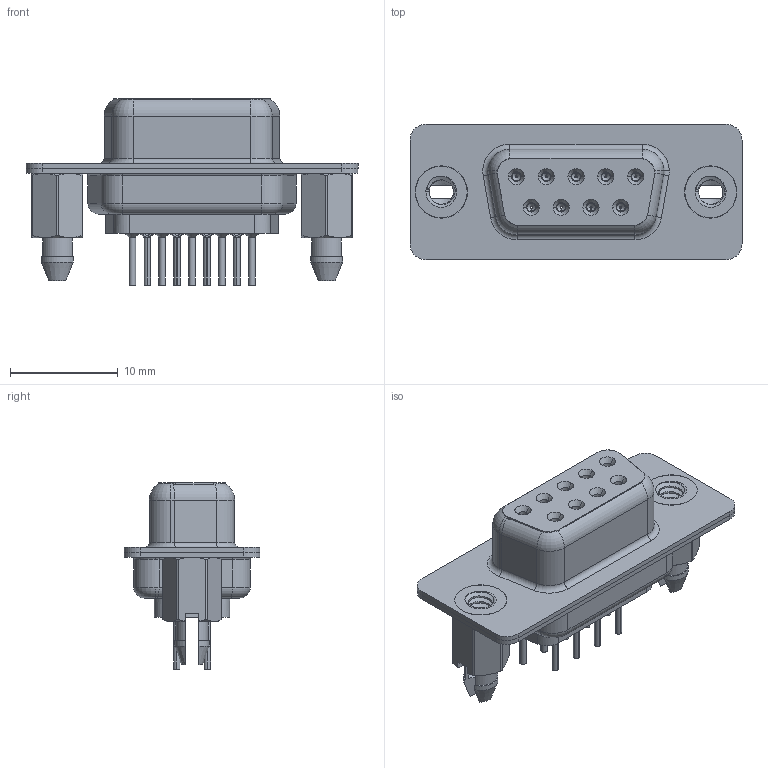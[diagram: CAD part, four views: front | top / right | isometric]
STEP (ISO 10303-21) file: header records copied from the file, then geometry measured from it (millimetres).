
FILE_DESCRIPTION (( 'STEP AP203' ), '1' );
FILE_NAME ('628-009-620-246.STEP', '2020-07-13T21:40:03', ( '' ), ( '' ), 'SwSTEP 2.0', 'SolidWorks 2020', '' );
FILE_SCHEMA (( 'CONFIG_CONTROL_DESIGN' ));
Length unit declared in the file: millimetre
Products named in the file (7): 628 Housing_09 LP; 628 Contact Row 2_20L; 628 Contact Row 1_20L; 628-009-620-246; 628 Shell Rear_09 Contacts; 628 Shell Front_09 Contacts; 628 4-40 Threaded Boardlock_LP
Assembly tree (14 placements, depth 2):
  628-009-620-246
    628 Housing_09 LP
    628 Shell Front_09 Contacts
    628 Shell Rear_09 Contacts
    628 Contact Row 1_20L  x5
    628 Contact Row 2_20L  x4
    628 4-40 Threaded Boardlock_LP  x2
Bounding box: 30.8 x 12.6 x 17.3 mm (x, y, z)
Volume: 1873.4 mm3; surface area: 4799.1 mm2
Topology: 14 solids, 14 shells, 1496 faces, 3833 edges, 2392 vertices
Faces by surface type: cylinder 466, plane 378, torus 297, bspline 186, cone 169
Entity records: 22755 total; most frequent: CARTESIAN_POINT 7121, DIRECTION 3112, ORIENTED_EDGE 3108, EDGE_CURVE 1554, AXIS2_PLACEMENT_3D 1277, VERTEX_POINT 977, EDGE_LOOP 691, CIRCLE 679
